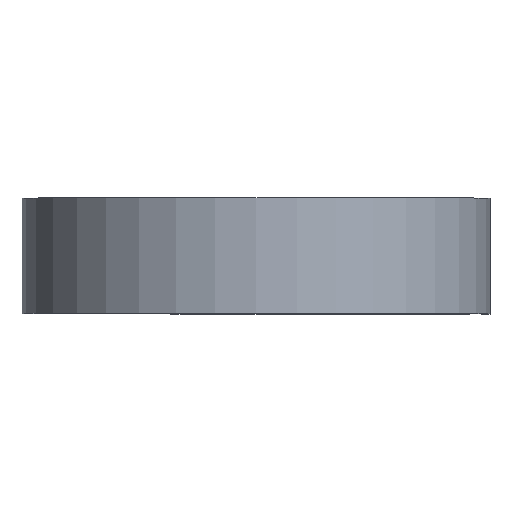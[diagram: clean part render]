
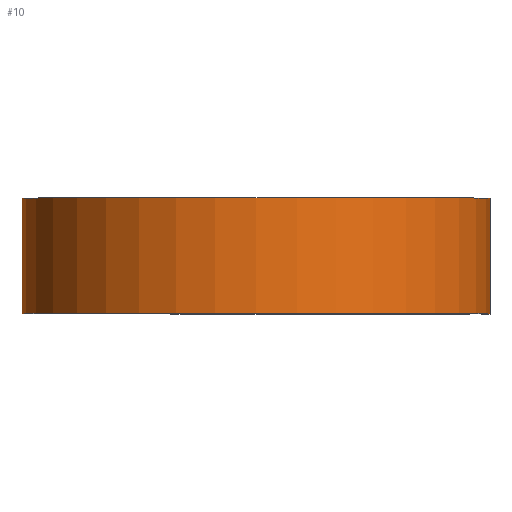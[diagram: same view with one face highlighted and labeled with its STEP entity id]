
A CAD part, top view. The second image highlights one B-rep face of the part: STEP entity #10.
In plain terms, the highlighted cylindrical face has radius 32.169 mm (diameter 64.338 mm), a partial arc.
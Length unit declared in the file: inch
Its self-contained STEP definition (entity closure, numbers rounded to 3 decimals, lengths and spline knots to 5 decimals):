
#10 = ADVANCED_FACE ( 'NONE', ( #268 ), #654, .T. ) ;
#46 = DIRECTION ( 'NONE',  ( 0., -1., 0. ) ) ;
#73 = ORIENTED_EDGE ( 'NONE', *, *, #444, .T. ) ;
#106 = CIRCLE ( 'NONE', #488, 1.2665 ) ;
#109 = DIRECTION ( 'NONE',  ( 1., 0., 0. ) ) ;
#122 = DIRECTION ( 'NONE',  ( 0., 1., 0. ) ) ;
#169 = VERTEX_POINT ( 'NONE', #289 ) ;
#227 = CIRCLE ( 'NONE', #613, 1.2665 ) ;
#247 = VERTEX_POINT ( 'NONE', #410 ) ;
#250 = ORIENTED_EDGE ( 'NONE', *, *, #272, .F. ) ;
#268 = FACE_OUTER_BOUND ( 'NONE', #539, .T. ) ;
#272 = EDGE_CURVE ( 'NONE', #169, #323, #537, .T. ) ;
#280 = CARTESIAN_POINT ( 'NONE',  ( 0., 0.3125, 0. ) ) ;
#289 = CARTESIAN_POINT ( 'NONE',  ( 1.2665, 0.3125, 0. ) ) ;
#317 = VECTOR ( 'NONE', #517, 39.37008 ) ;
#323 = VERTEX_POINT ( 'NONE', #619 ) ;
#334 = ORIENTED_EDGE ( 'NONE', *, *, #489, .F. ) ;
#335 = LINE ( 'NONE', #562, #317 ) ;
#365 = DIRECTION ( 'NONE',  ( 1., 0., 0. ) ) ;
#410 = CARTESIAN_POINT ( 'NONE',  ( 0., 0.3125, -1.2665 ) ) ;
#425 = CARTESIAN_POINT ( 'NONE',  ( 0., -0.3125, -1.2665 ) ) ;
#444 = EDGE_CURVE ( 'NONE', #247, #670, #335, .T. ) ;
#456 = ORIENTED_EDGE ( 'NONE', *, *, #668, .T. ) ;
#488 = AXIS2_PLACEMENT_3D ( 'NONE', #692, #699, #365 ) ;
#489 = EDGE_CURVE ( 'NONE', #247, #169, #227, .T. ) ;
#517 = DIRECTION ( 'NONE',  ( 0., -1., 0. ) ) ;
#520 = AXIS2_PLACEMENT_3D ( 'NONE', #280, #46, #630 ) ;
#524 = VECTOR ( 'NONE', #598, 39.37008 ) ;
#534 = CARTESIAN_POINT ( 'NONE',  ( 1.2665, 0.3125, 0. ) ) ;
#537 = LINE ( 'NONE', #534, #524 ) ;
#539 = EDGE_LOOP ( 'NONE', ( #456, #250, #334, #73 ) ) ;
#562 = CARTESIAN_POINT ( 'NONE',  ( 0., 0.3125, -1.2665 ) ) ;
#598 = DIRECTION ( 'NONE',  ( 0., -1., 0. ) ) ;
#613 = AXIS2_PLACEMENT_3D ( 'NONE', #685, #122, #109 ) ;
#619 = CARTESIAN_POINT ( 'NONE',  ( 1.2665, -0.3125, 0. ) ) ;
#630 = DIRECTION ( 'NONE',  ( 0., 0., -1. ) ) ;
#654 = CYLINDRICAL_SURFACE ( 'NONE', #520, 1.2665 ) ;
#668 = EDGE_CURVE ( 'NONE', #670, #323, #106, .T. ) ;
#670 = VERTEX_POINT ( 'NONE', #425 ) ;
#685 = CARTESIAN_POINT ( 'NONE',  ( 0., 0.3125, 0. ) ) ;
#692 = CARTESIAN_POINT ( 'NONE',  ( 0., -0.3125, 0. ) ) ;
#699 = DIRECTION ( 'NONE',  ( 0., 1., 0. ) ) ;
